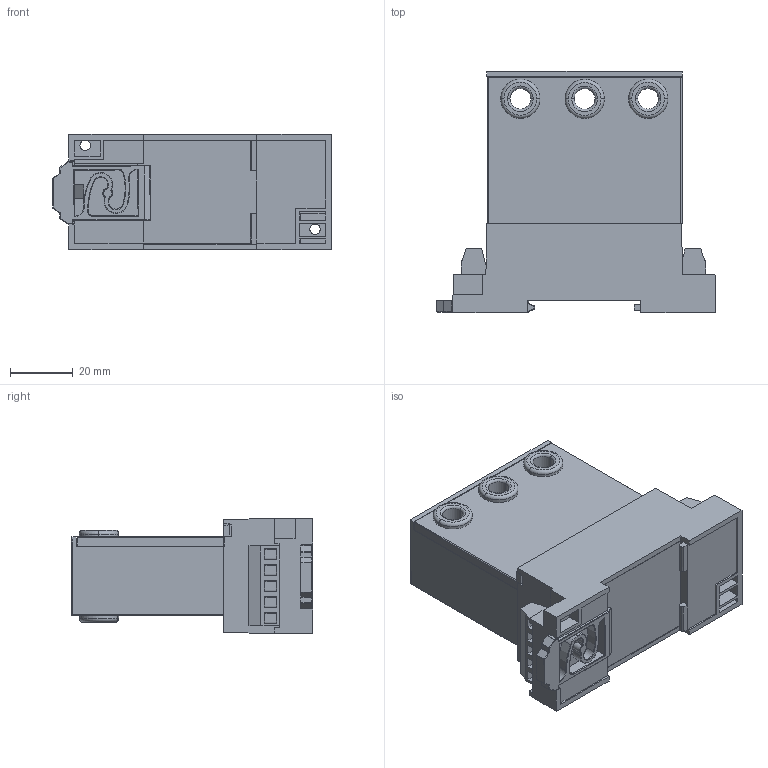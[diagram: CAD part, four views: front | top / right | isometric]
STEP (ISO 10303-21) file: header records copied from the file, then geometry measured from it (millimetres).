
FILE_DESCRIPTION (( 'STEP AP203' ), '1' );
FILE_NAME ('CR6250_51_60_61_CRD5170_CRD4170.STEP', '2015-09-18T22:42:07', ( 'Dave Forsythe' ), ( '' ), 'SwSTEP 2.0', 'SolidWorks 2004231', '' );
FILE_SCHEMA (( 'CONFIG_CONTROL_DESIGN' ));
Length unit declared in the file: inch
Products named in the file (1): CR6250_51_60_61_CRD5170_CRD4170
Bounding box: 88.57 x 76.8 x 36.59 mm (x, y, z)
Surface area: 33385.8 mm2 (no closed solid volume)
Topology: 0 solids, 16 shells, 404 faces, 1464 edges, 1062 vertices
Faces by surface type: plane 245, cylinder 110, torus 46, sphere 3
Entity records: 15797 total; most frequent: CARTESIAN_POINT 3051, DIRECTION 2684, ORIENTED_EDGE 2286, EDGE_CURVE 1463, VERTEX_POINT 1062, LINE 982, VECTOR 982, AXIS2_PLACEMENT_3D 851
